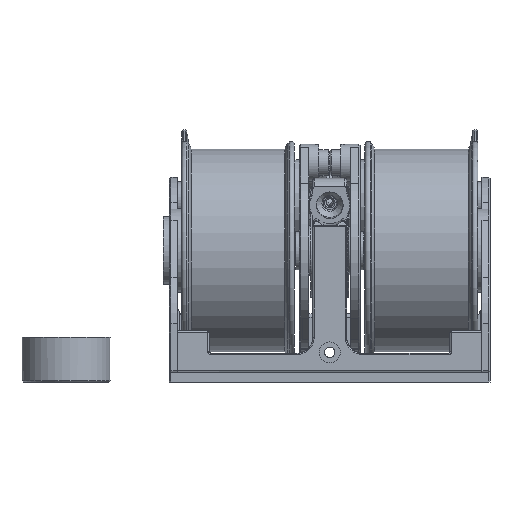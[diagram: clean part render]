
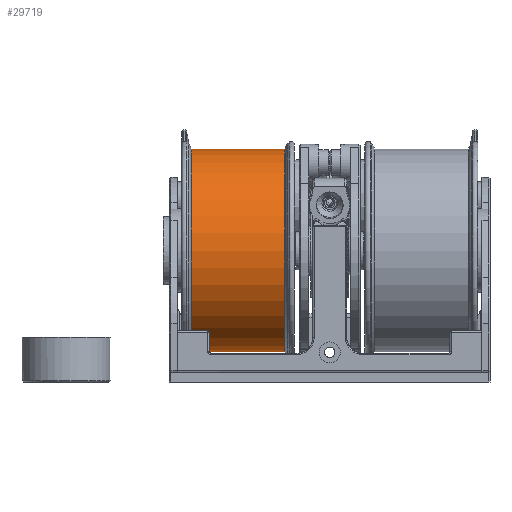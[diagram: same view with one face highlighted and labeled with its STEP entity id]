
A CAD part, front view. The second image highlights one B-rep face of the part: STEP entity #29719.
In plain terms, the highlighted cylindrical face has radius 31.625 mm (diameter 63.25 mm), a full revolution.
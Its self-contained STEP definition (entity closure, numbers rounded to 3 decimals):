
#2008=LINE('',#43334,#4490);
#4490=VECTOR('',#35134,31.625);
#6784=CYLINDRICAL_SURFACE('',#31855,31.625);
#7381=FACE_OUTER_BOUND('',#9215,.T.);
#9215=EDGE_LOOP('',(#20309,#20310,#20311,#20312));
#11136=CIRCLE('',#31853,31.625);
#11138=CIRCLE('',#31856,31.625);
#12466=VERTEX_POINT('',#43328);
#12467=VERTEX_POINT('',#43332);
#15426=EDGE_CURVE('',#12466,#12466,#11136,.T.);
#15428=EDGE_CURVE('',#12467,#12467,#11138,.T.);
#15429=EDGE_CURVE('',#12467,#12466,#2008,.T.);
#20309=ORIENTED_EDGE('',*,*,#15428,.T.);
#20310=ORIENTED_EDGE('',*,*,#15429,.T.);
#20311=ORIENTED_EDGE('',*,*,#15426,.F.);
#20312=ORIENTED_EDGE('',*,*,#15429,.F.);
#29719=ADVANCED_FACE('',(#7381),#6784,.T.);
#31853=AXIS2_PLACEMENT_3D('',#43329,#35126,#35127);
#31855=AXIS2_PLACEMENT_3D('',#43331,#35130,#35131);
#31856=AXIS2_PLACEMENT_3D('',#43333,#35132,#35133);
#35126=DIRECTION('center_axis',(1.,0.,0.));
#35127=DIRECTION('ref_axis',(0.,0.,-1.));
#35130=DIRECTION('center_axis',(1.,0.,0.));
#35131=DIRECTION('ref_axis',(0.,0.,-1.));
#35132=DIRECTION('center_axis',(1.,0.,0.));
#35133=DIRECTION('ref_axis',(0.,0.,-1.));
#35134=DIRECTION('',(1.,0.,0.));
#43328=CARTESIAN_POINT('',(43.273,0.,31.625));
#43329=CARTESIAN_POINT('Origin',(43.273,0.,0.));
#43331=CARTESIAN_POINT('Origin',(28.625,0.,0.));
#43332=CARTESIAN_POINT('',(13.977,0.,31.625));
#43333=CARTESIAN_POINT('Origin',(13.977,0.,0.));
#43334=CARTESIAN_POINT('',(28.625,0.,31.625));
